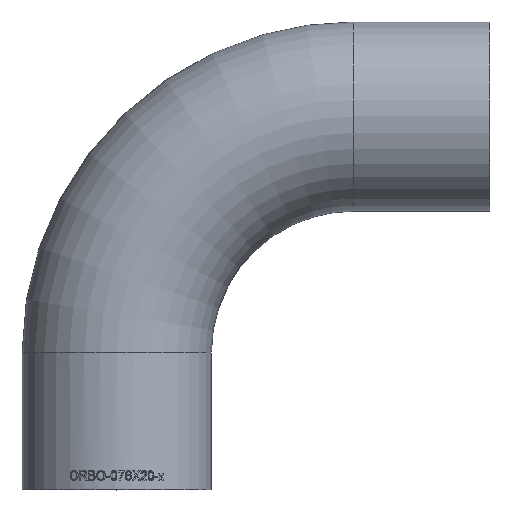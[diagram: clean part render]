
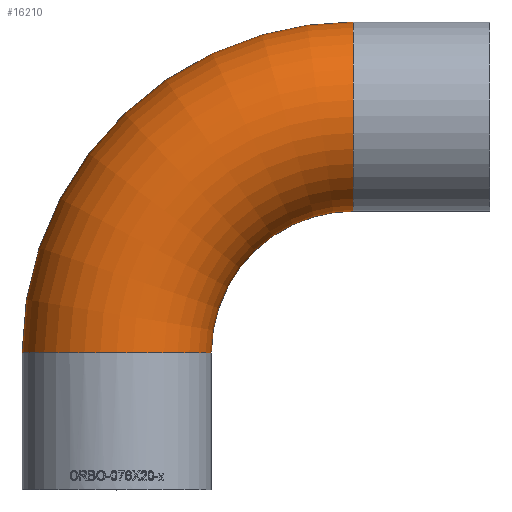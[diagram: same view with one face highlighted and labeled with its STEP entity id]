
A CAD part, top view. The second image highlights one B-rep face of the part: STEP entity #16210.
In plain terms, the highlighted toroidal (fillet/blend) face has major radius 95 mm and minor radius 38.05 mm.
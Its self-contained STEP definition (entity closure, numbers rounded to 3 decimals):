
#910 = CARTESIAN_POINT ( 'NONE',  ( 0., 150., 0. ) ) ;
#1604 = DIRECTION ( 'NONE',  ( 0., 0., 1. ) ) ;
#2157 = CARTESIAN_POINT ( 'NONE',  ( -95., 55., 38.05 ) ) ;
#3507 = FACE_OUTER_BOUND ( 'NONE', #20229, .T. ) ;
#5038 = FACE_OUTER_BOUND ( 'NONE', #19488, .T. ) ;
#5081 = DIRECTION ( 'NONE',  ( 0., 0., 1. ) ) ;
#5540 = CARTESIAN_POINT ( 'NONE',  ( -95., 55., 0. ) ) ;
#7080 = DIRECTION ( 'NONE',  ( -1., 0., 0. ) ) ;
#7555 = ORIENTED_EDGE ( 'NONE', *, *, #14316, .F. ) ;
#7771 = EDGE_CURVE ( 'NONE', #21478, #21478, #17536, .T. ) ;
#11141 = DIRECTION ( 'NONE',  ( 0., 1., 0. ) ) ;
#11207 = AXIS2_PLACEMENT_3D ( 'NONE', #910, #22522, #5081 ) ;
#12354 = ORIENTED_EDGE ( 'NONE', *, *, #7771, .T. ) ;
#13745 = VERTEX_POINT ( 'NONE', #19844 ) ;
#14316 = EDGE_CURVE ( 'NONE', #13745, #13745, #22168, .T. ) ;
#15664 = AXIS2_PLACEMENT_3D ( 'NONE', #24481, #17147, #7080 ) ;
#16210 = ADVANCED_FACE ( 'NONE', ( #5038, #3507 ), #20124, .T. ) ;
#17147 = DIRECTION ( 'NONE',  ( 0., 0., -1. ) ) ;
#17536 = CIRCLE ( 'NONE', #24816, 38.05 ) ;
#19488 = EDGE_LOOP ( 'NONE', ( #7555 ) ) ;
#19844 = CARTESIAN_POINT ( 'NONE',  ( 0., 150., 38.05 ) ) ;
#20124 = TOROIDAL_SURFACE ( 'NONE', #15664, 95., 38.05 ) ;
#20229 = EDGE_LOOP ( 'NONE', ( #12354 ) ) ;
#21478 = VERTEX_POINT ( 'NONE', #2157 ) ;
#22168 = CIRCLE ( 'NONE', #11207, 38.05 ) ;
#22522 = DIRECTION ( 'NONE',  ( 1., 0., 0. ) ) ;
#24481 = CARTESIAN_POINT ( 'NONE',  ( 0., 55., 0. ) ) ;
#24816 = AXIS2_PLACEMENT_3D ( 'NONE', #5540, #11141, #1604 ) ;
